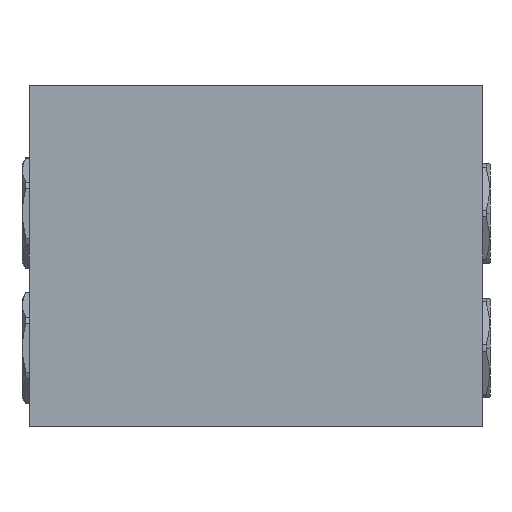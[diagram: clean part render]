
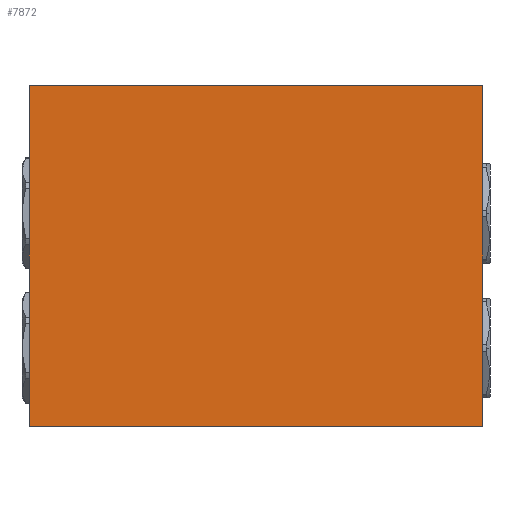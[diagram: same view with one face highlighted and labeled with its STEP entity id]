
A CAD part, left-side view. The second image highlights one B-rep face of the part: STEP entity #7872.
In plain terms, the highlighted planar face has unit normal (-1, 0, 0).
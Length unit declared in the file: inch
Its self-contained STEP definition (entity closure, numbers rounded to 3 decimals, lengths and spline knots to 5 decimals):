
#1=DIRECTION('',(0.,-1.,0.));
#2=VECTOR('',#1,4.);
#3=CARTESIAN_POINT('',(0.,0.,0.));
#4=LINE('',#3,#2);
#57=DIRECTION('',(0.,0.,1.));
#58=VECTOR('',#57,3.);
#59=CARTESIAN_POINT('',(0.,0.,0.));
#60=LINE('',#59,#58);
#129=DIRECTION('',(0.,0.,1.));
#130=VECTOR('',#129,3.);
#131=CARTESIAN_POINT('',(0.,-4.,0.));
#132=LINE('',#131,#130);
#173=DIRECTION('',(0.,-1.,0.));
#174=VECTOR('',#173,4.);
#175=CARTESIAN_POINT('',(0.,0.,3.));
#176=LINE('',#175,#174);
#6920=CARTESIAN_POINT('',(0.,0.,0.));
#6921=CARTESIAN_POINT('',(0.,-4.,0.));
#6922=VERTEX_POINT('',#6920);
#6923=VERTEX_POINT('',#6921);
#6928=CARTESIAN_POINT('',(0.,0.,3.));
#6929=CARTESIAN_POINT('',(0.,-4.,3.));
#6930=VERTEX_POINT('',#6928);
#6931=VERTEX_POINT('',#6929);
#7858=CARTESIAN_POINT('',(0.,0.,0.));
#7859=DIRECTION('',(-1.,0.,0.));
#7860=DIRECTION('',(0.,-1.,0.));
#7861=AXIS2_PLACEMENT_3D('',#7858,#7859,#7860);
#7862=PLANE('',#7861);
#7863=ORIENTED_EDGE('',*,*,#7823,.F.);
#7865=ORIENTED_EDGE('',*,*,#7864,.T.);
#7867=ORIENTED_EDGE('',*,*,#7866,.T.);
#7869=ORIENTED_EDGE('',*,*,#7868,.F.);
#7870=EDGE_LOOP('',(#7863,#7865,#7867,#7869));
#7871=FACE_OUTER_BOUND('',#7870,.F.);
#7872=ADVANCED_FACE('',(#7871),#7862,.T.);
#7823=EDGE_CURVE('',#6922,#6923,#4,.T.);
#7864=EDGE_CURVE('',#6922,#6930,#60,.T.);
#7866=EDGE_CURVE('',#6930,#6931,#176,.T.);
#7868=EDGE_CURVE('',#6923,#6931,#132,.T.);
